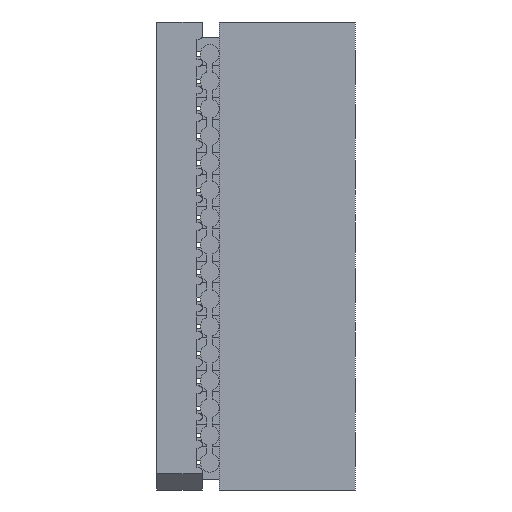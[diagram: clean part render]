
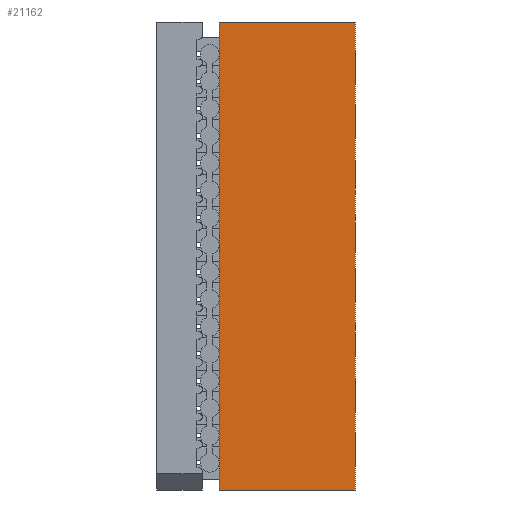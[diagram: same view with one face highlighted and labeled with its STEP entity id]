
A CAD part, left-side view. The second image highlights one B-rep face of the part: STEP entity #21162.
In plain terms, the highlighted planar face has unit normal (-1, 0, 0).
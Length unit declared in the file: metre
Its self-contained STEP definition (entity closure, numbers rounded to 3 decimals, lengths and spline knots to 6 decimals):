
#357=PLANE('',#22454);
#1660=LINE('',#30270,#4563);
#1858=LINE('',#30666,#4761);
#1860=LINE('',#30670,#4763);
#1861=LINE('',#30672,#4764);
#4563=VECTOR('',#24710,1.);
#4761=VECTOR('',#25104,1.);
#4763=VECTOR('',#25108,1.);
#4764=VECTOR('',#25109,1.);
#8720=ORIENTED_EDGE('',*,*,#14067,.T.);
#8721=ORIENTED_EDGE('',*,*,#14068,.T.);
#8722=ORIENTED_EDGE('',*,*,#14065,.F.);
#8723=ORIENTED_EDGE('',*,*,#13867,.F.);
#13867=EDGE_CURVE('',#16676,#16677,#1660,.T.);
#14065=EDGE_CURVE('',#16677,#16777,#1858,.T.);
#14067=EDGE_CURVE('',#16676,#16778,#1860,.T.);
#14068=EDGE_CURVE('',#16778,#16777,#1861,.T.);
#16676=VERTEX_POINT('',#30269);
#16677=VERTEX_POINT('',#30271);
#16777=VERTEX_POINT('',#30667);
#16778=VERTEX_POINT('',#30671);
#18840=EDGE_LOOP('',(#8720,#8721,#8722,#8723));
#20001=FACE_BOUND('',#18840,.T.);
#21162=ADVANCED_FACE('',(#20001),#357,.F.);
#22454=AXIS2_PLACEMENT_3D('',#30669,#25106,#25107);
#24710=DIRECTION('',(0.,0.,1.));
#25104=DIRECTION('',(0.,-1.,0.));
#25106=DIRECTION('',(1.,0.,0.));
#25107=DIRECTION('',(0.,0.,-1.));
#25108=DIRECTION('',(0.,-1.,0.));
#25109=DIRECTION('',(0.,0.,1.));
#30269=CARTESIAN_POINT('',(0.02032,-0.000445,-0.010909));
#30270=CARTESIAN_POINT('',(0.02032,-0.000445,-0.010909));
#30271=CARTESIAN_POINT('',(0.02032,-0.000445,0.010909));
#30666=CARTESIAN_POINT('',(0.02032,-0.000445,0.010909));
#30667=CARTESIAN_POINT('',(0.02032,-0.006795,0.010909));
#30669=CARTESIAN_POINT('',(0.02032,-0.000445,-0.010909));
#30670=CARTESIAN_POINT('',(0.02032,-0.000445,-0.010909));
#30671=CARTESIAN_POINT('',(0.02032,-0.006795,-0.010909));
#30672=CARTESIAN_POINT('',(0.02032,-0.006795,-0.010909));
